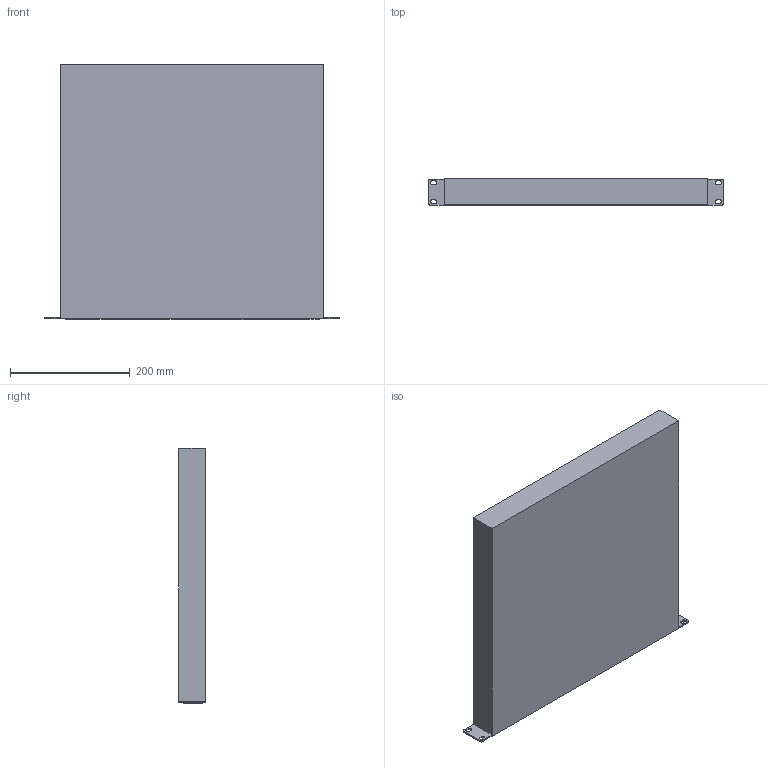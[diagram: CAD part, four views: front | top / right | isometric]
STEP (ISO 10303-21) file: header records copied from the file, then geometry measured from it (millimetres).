
FILE_DESCRIPTION (( 'STEP AP214' ), '1' );
FILE_NAME ('MES7048.STEP', '2023-02-01T07:12:17', ( '' ), ( '' ), 'SwSTEP 2.0', 'SolidWorks 2021', '' );
FILE_SCHEMA (( 'AUTOMOTIVE_DESIGN' ));
Length unit declared in the file: millimetre
Products named in the file (1): MES7048
Bounding box: 492.6 x 44 x 425.6 mm (x, y, z)
Volume: 8227801 mm3; surface area: 459047.4 mm2
Topology: 2 solids, 2 shells, 1083 faces, 2940 edges, 1960 vertices
Faces by surface type: plane 749, cylinder 334
Entity records: 34125 total; most frequent: CARTESIAN_POINT 5984, ORIENTED_EDGE 5880, DIRECTION 5776, EDGE_CURVE 2940, VECTOR 2272, LINE 2272, VERTEX_POINT 1960, AXIS2_PLACEMENT_3D 1752
